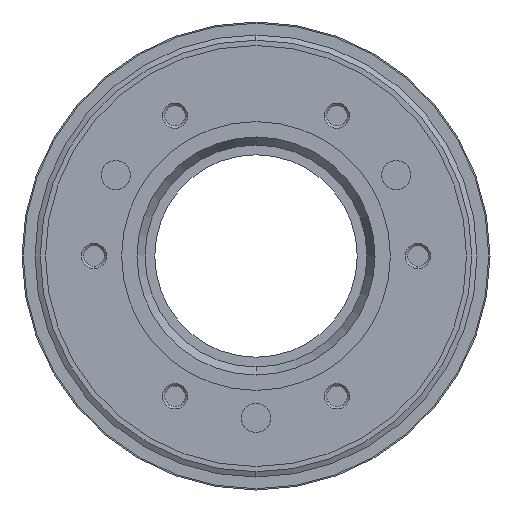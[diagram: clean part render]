
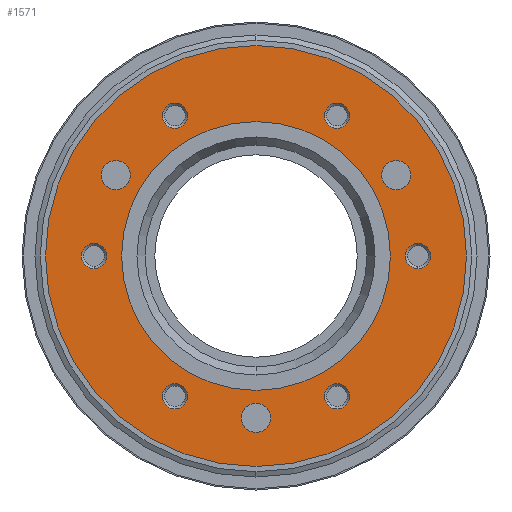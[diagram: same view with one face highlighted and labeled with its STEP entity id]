
A CAD part, left-side view. The second image highlights one B-rep face of the part: STEP entity #1571.
In plain terms, the highlighted planar face has unit normal (-1, 0, 0).
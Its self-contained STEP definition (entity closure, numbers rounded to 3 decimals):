
#1071=CARTESIAN_POINT('POINT163',(0.,
   0.,42.164));
#1072=VERTEX_POINT('VERTEX163',#1071);
#1079=CARTESIAN_POINT('POINT164',(0.,
   0.,-42.164));
#1080=VERTEX_POINT('VERTEX164',#1079);
#1081=CARTESIAN_POINT('POS259',(0.,0.,0.)
   );
#1082=DIRECTION('DIR420',(1.,0.,0.));
#1083=DIRECTION('DIR421',(0.,0.,1.));
#1084=AXIS2_PLACEMENT_3D('AXIS162',#1081,#1082,#1083);
#1085=CIRCLE('ELLIPSE82',#1084,42.164);
#1086=EDGE_CURVE('EDGE260',#1080,#1072,#1085,.T.);
#1106=EDGE_CURVE('EDGE262',#1072,#1080,#1085,.T.);
#1111=CARTESIAN_POINT('POINT165',(0.,
   46.28,21.441));
#1112=VERTEX_POINT('VERTEX165',#1111);
#1119=CARTESIAN_POINT('POINT166',(0.,
   41.708,29.359));
#1120=VERTEX_POINT('VERTEX166',#1119);
#1121=CARTESIAN_POINT('POS263',(0.,
   43.994,25.4));
#1122=DIRECTION('DIR426',(1.,0.,
   0.));
#1123=DIRECTION('DIR427',(0.,0.5,
   -0.866));
#1124=AXIS2_PLACEMENT_3D('AXIS164',#1121,#1122,#1123);
#1125=CIRCLE('ELLIPSE83',#1124,4.572);
#1126=EDGE_CURVE('EDGE264',#1120,#1112,#1125,.T.);
#1146=EDGE_CURVE('EDGE266',#1112,#1120,#1125,.T.);
#1151=CARTESIAN_POINT('POINT167',(0.,
   -41.708,29.359));
#1152=VERTEX_POINT('VERTEX167',#1151);
#1159=CARTESIAN_POINT('POINT168',(0.,
   -46.28,21.441));
#1160=VERTEX_POINT('VERTEX168',#1159);
#1161=CARTESIAN_POINT('POS267',(0.,
   -43.994,25.4));
#1162=DIRECTION('DIR432',(1.,0.,
   0.));
#1163=DIRECTION('DIR433',(0.,0.5,
   0.866));
#1164=AXIS2_PLACEMENT_3D('AXIS166',#1161,#1162,#1163);
#1165=CIRCLE('ELLIPSE84',#1164,4.572);
#1166=EDGE_CURVE('EDGE268',#1160,#1152,#1165,.T.);
#1186=EDGE_CURVE('EDGE270',#1152,#1160,#1165,.T.);
#1191=CARTESIAN_POINT('POINT169',(0.,
   -4.572,-50.8));
#1192=VERTEX_POINT('VERTEX169',#1191);
#1199=CARTESIAN_POINT('POINT170',(0.,
   4.572,-50.8));
#1200=VERTEX_POINT('VERTEX170',#1199);
#1201=CARTESIAN_POINT('POS271',(0.,
   0.,-50.8));
#1202=DIRECTION('DIR438',(1.,0.,
   0.));
#1203=DIRECTION('DIR439',(0.,-1.,
   0.));
#1204=AXIS2_PLACEMENT_3D('AXIS168',#1201,#1202,#1203);
#1205=CIRCLE('ELLIPSE85',#1204,4.572);
#1206=EDGE_CURVE('EDGE272',#1200,#1192,#1205,.T.);
#1226=EDGE_CURVE('EDGE274',#1192,#1200,#1205,.T.);
#1231=CARTESIAN_POINT('POINT171',(0.,-50.8,
   -3.969));
#1232=VERTEX_POINT('VERTEX171',#1231);
#1240=CARTESIAN_POINT('POINT172',(0.,-50.8,
   3.969));
#1241=VERTEX_POINT('VERTEX172',#1240);
#1248=CARTESIAN_POINT('POS276',(0.,-50.8,
   0.));
#1249=DIRECTION('DIR445',(1.,0.,0.));
#1250=DIRECTION('DIR446',(0.,0.,1.));
#1251=AXIS2_PLACEMENT_3D('AXIS170',#1248,#1249,#1250);
#1252=CIRCLE('ELLIPSE86',#1251,3.969);
#1253=EDGE_CURVE('EDGE277',#1232,#1241,#1252,.T.);
#1264=EDGE_CURVE('EDGE278',#1241,#1232,#1252,.T.);
#1271=CARTESIAN_POINT('POINT173',(0.,
   -21.963,-45.978));
#1272=VERTEX_POINT('VERTEX173',#1271);
#1280=CARTESIAN_POINT('POINT174',(0.,
   -28.837,-42.01));
#1281=VERTEX_POINT('VERTEX174',#1280);
#1288=CARTESIAN_POINT('POS280',(0.,-25.4,
   -43.994));
#1289=DIRECTION('DIR451',(1.,0.,
   0.));
#1290=DIRECTION('DIR452',(0.,-0.866,
   0.5));
#1291=AXIS2_PLACEMENT_3D('AXIS172',#1288,#1289,#1290);
#1292=CIRCLE('ELLIPSE87',#1291,3.969);
#1293=EDGE_CURVE('EDGE281',#1272,#1281,#1292,.T.);
#1304=EDGE_CURVE('EDGE282',#1281,#1272,#1292,.T.);
#1311=CARTESIAN_POINT('POINT175',(0.,
   28.837,-42.01));
#1312=VERTEX_POINT('VERTEX175',#1311);
#1320=CARTESIAN_POINT('POINT176',(0.,
   21.963,-45.978));
#1321=VERTEX_POINT('VERTEX176',#1320);
#1328=CARTESIAN_POINT('POS284',(0.,25.4,
   -43.994));
#1329=DIRECTION('DIR457',(1.,0.,
   0.));
#1330=DIRECTION('DIR458',(0.,-0.866,
   -0.5));
#1331=AXIS2_PLACEMENT_3D('AXIS174',#1328,#1329,#1330);
#1332=CIRCLE('ELLIPSE88',#1331,3.969);
#1333=EDGE_CURVE('EDGE285',#1312,#1321,#1332,.T.);
#1344=EDGE_CURVE('EDGE286',#1321,#1312,#1332,.T.);
#1351=CARTESIAN_POINT('POINT177',(0.,50.8,
   3.969));
#1352=VERTEX_POINT('VERTEX177',#1351);
#1360=CARTESIAN_POINT('POINT178',(0.,50.8,
   -3.969));
#1361=VERTEX_POINT('VERTEX178',#1360);
#1368=CARTESIAN_POINT('POS288',(0.,50.8,
   0.));
#1369=DIRECTION('DIR463',(1.,0.,
   0.));
#1370=DIRECTION('DIR464',(0.,0.,
   -1.));
#1371=AXIS2_PLACEMENT_3D('AXIS176',#1368,#1369,#1370);
#1372=CIRCLE('ELLIPSE89',#1371,3.969);
#1373=EDGE_CURVE('EDGE289',#1352,#1361,#1372,.T.);
#1384=EDGE_CURVE('EDGE290',#1361,#1352,#1372,.T.);
#1391=CARTESIAN_POINT('POINT179',(0.,
   21.963,45.978));
#1392=VERTEX_POINT('VERTEX179',#1391);
#1400=CARTESIAN_POINT('POINT180',(0.,
   28.837,42.01));
#1401=VERTEX_POINT('VERTEX180',#1400);
#1408=CARTESIAN_POINT('POS292',(0.,25.4,
   43.994));
#1409=DIRECTION('DIR469',(1.,0.,
   0.));
#1410=DIRECTION('DIR470',(0.,0.866,
   -0.5));
#1411=AXIS2_PLACEMENT_3D('AXIS178',#1408,#1409,#1410);
#1412=CIRCLE('ELLIPSE90',#1411,3.969);
#1413=EDGE_CURVE('EDGE293',#1392,#1401,#1412,.T.);
#1424=EDGE_CURVE('EDGE294',#1401,#1392,#1412,.T.);
#1431=CARTESIAN_POINT('POINT181',(0.,
   -28.837,42.01));
#1432=VERTEX_POINT('VERTEX181',#1431);
#1440=CARTESIAN_POINT('POINT182',(0.,
   -21.963,45.978));
#1441=VERTEX_POINT('VERTEX182',#1440);
#1448=CARTESIAN_POINT('POS296',(0.,-25.4,
   43.994));
#1449=DIRECTION('DIR475',(1.,0.,
   0.));
#1450=DIRECTION('DIR476',(0.,0.866,
   0.5));
#1451=AXIS2_PLACEMENT_3D('AXIS180',#1448,#1449,#1450);
#1452=CIRCLE('ELLIPSE91',#1451,3.969);
#1453=EDGE_CURVE('EDGE297',#1432,#1441,#1452,.T.);
#1464=EDGE_CURVE('EDGE298',#1441,#1432,#1452,.T.);
#1511=ORIENTED_EDGE('COEDGE583',*,*,#1464,.T.);
#1512=ORIENTED_EDGE('COEDGE584',*,*,#1453,.T.);
#1513=EDGE_LOOP('NONE',(#1511,#1512));
#1514=FACE_BOUND('LOOP1',#1513,.T.);
#1515=ORIENTED_EDGE('COEDGE585',*,*,#1424,.T.);
#1516=ORIENTED_EDGE('COEDGE586',*,*,#1413,.T.);
#1517=EDGE_LOOP('NONE',(#1515,#1516));
#1518=FACE_BOUND('LOOP1',#1517,.T.);
#1519=ORIENTED_EDGE('COEDGE587',*,*,#1384,.T.);
#1520=ORIENTED_EDGE('COEDGE588',*,*,#1373,.T.);
#1521=EDGE_LOOP('NONE',(#1519,#1520));
#1522=FACE_BOUND('LOOP1',#1521,.T.);
#1523=ORIENTED_EDGE('COEDGE589',*,*,#1344,.T.);
#1524=ORIENTED_EDGE('COEDGE590',*,*,#1333,.T.);
#1525=EDGE_LOOP('NONE',(#1523,#1524));
#1526=FACE_BOUND('LOOP1',#1525,.T.);
#1527=ORIENTED_EDGE('COEDGE591',*,*,#1304,.T.);
#1528=ORIENTED_EDGE('COEDGE592',*,*,#1293,.T.);
#1529=EDGE_LOOP('NONE',(#1527,#1528));
#1530=FACE_BOUND('LOOP1',#1529,.T.);
#1531=ORIENTED_EDGE('COEDGE593',*,*,#1264,.T.);
#1532=ORIENTED_EDGE('COEDGE594',*,*,#1253,.T.);
#1533=EDGE_LOOP('NONE',(#1531,#1532));
#1534=FACE_BOUND('LOOP1',#1533,.T.);
#1535=ORIENTED_EDGE('COEDGE595',*,*,#1226,.T.);
#1536=ORIENTED_EDGE('COEDGE596',*,*,#1206,.T.);
#1537=EDGE_LOOP('NONE',(#1535,#1536));
#1538=FACE_BOUND('LOOP1',#1537,.T.);
#1539=ORIENTED_EDGE('COEDGE597',*,*,#1186,.T.);
#1540=ORIENTED_EDGE('COEDGE598',*,*,#1166,.T.);
#1541=EDGE_LOOP('NONE',(#1539,#1540));
#1542=FACE_BOUND('LOOP1',#1541,.T.);
#1543=ORIENTED_EDGE('COEDGE599',*,*,#1146,.T.);
#1544=ORIENTED_EDGE('COEDGE600',*,*,#1126,.T.);
#1545=EDGE_LOOP('NONE',(#1543,#1544));
#1546=FACE_BOUND('LOOP1',#1545,.T.);
#1547=ORIENTED_EDGE('COEDGE601',*,*,#1106,.T.);
#1548=ORIENTED_EDGE('COEDGE602',*,*,#1086,.T.);
#1549=EDGE_LOOP('NONE',(#1547,#1548));
#1550=FACE_BOUND('LOOP1',#1549,.T.);
#1551=CARTESIAN_POINT('POINT185',(0.,
   0.,66.04));
#1552=VERTEX_POINT('VERTEX185',#1551);
#1553=CARTESIAN_POINT('POINT186',(0.,
   0.,-66.04));
#1554=VERTEX_POINT('VERTEX186',#1553);
#1555=CARTESIAN_POINT('POS302',(0.,0.,0.)
   );
#1556=DIRECTION('DIR485',(-1.,0.,0.));
#1557=DIRECTION('DIR486',(0.,0.,1.));
#1558=AXIS2_PLACEMENT_3D('AXIS184',#1555,#1556,#1557);
#1559=CIRCLE('ELLIPSE93',#1558,66.04);
#1560=EDGE_CURVE('EDGE303',#1552,#1554,#1559,.T.);
#1561=ORIENTED_EDGE('COEDGE603',*,*,#1560,.T.);
#1562=EDGE_CURVE('EDGE304',#1554,#1552,#1559,.T.);
#1563=ORIENTED_EDGE('COEDGE604',*,*,#1562,.T.);
#1564=EDGE_LOOP('NONE',(#1561,#1563));
#1565=FACE_BOUND('LOOP1',#1564,.T.);
#1566=CARTESIAN_POINT('POS303',(0.,
   0.,33.02));
#1567=DIRECTION('DIR487',(-1.,0.,0.));
#1568=DIRECTION('DIR488',(0.,1.,0.));
#1569=AXIS2_PLACEMENT_3D('AXIS185',#1566,#1567,#1568);
#1570=PLANE('PLANE33',#1569);
#1571=ADVANCED_FACE('FACE151',(#1514,#1518,#1522,#1526,#1530,#1534,#1538
   ,#1542,#1546,#1550,#1565),#1570,.T.);
